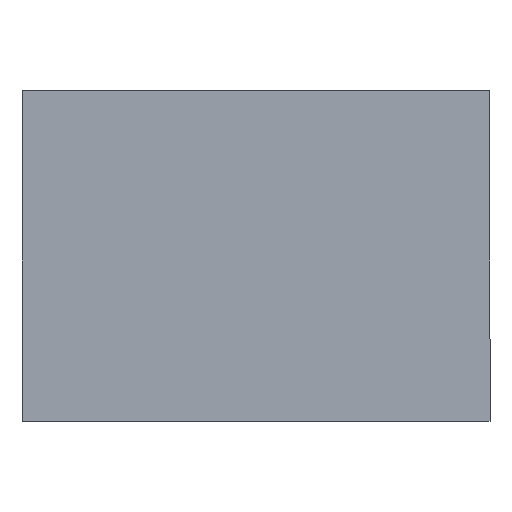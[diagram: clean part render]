
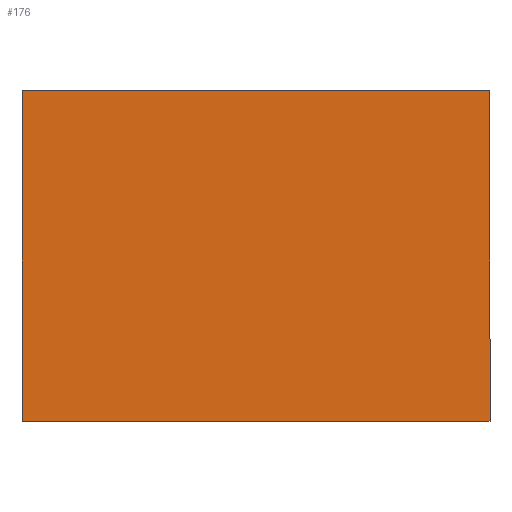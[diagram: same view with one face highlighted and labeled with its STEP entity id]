
A CAD part, top view. The second image highlights one B-rep face of the part: STEP entity #176.
In plain terms, the highlighted planar face has unit normal (0, 0, 1).
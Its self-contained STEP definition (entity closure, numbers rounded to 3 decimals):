
#6 = VECTOR ( 'NONE', #106, 1000. ) ;
#9 = CARTESIAN_POINT ( 'NONE',  ( 15., 110.707, 3. ) ) ;
#27 = ORIENTED_EDGE ( 'NONE', *, *, #61, .T. ) ;
#30 = PLANE ( 'NONE',  #64 ) ;
#31 = CARTESIAN_POINT ( 'NONE',  ( 115., 110.707, 3. ) ) ;
#37 = LINE ( 'NONE', #9, #6 ) ;
#42 = CARTESIAN_POINT ( 'NONE',  ( 15., 110.707, 3. ) ) ;
#50 = CARTESIAN_POINT ( 'NONE',  ( 15., 40., 3. ) ) ;
#53 = FACE_OUTER_BOUND ( 'NONE', #180, .T. ) ;
#59 = CARTESIAN_POINT ( 'NONE',  ( 115., 110.707, 3. ) ) ;
#61 = EDGE_CURVE ( 'NONE', #112, #125, #89, .T. ) ;
#64 = AXIS2_PLACEMENT_3D ( 'NONE', #175, #136, #171 ) ;
#76 = EDGE_CURVE ( 'NONE', #125, #126, #37, .T. ) ;
#86 = VERTEX_POINT ( 'NONE', #139 ) ;
#87 = ORIENTED_EDGE ( 'NONE', *, *, #76, .T. ) ;
#89 = LINE ( 'NONE', #31, #174 ) ;
#94 = EDGE_CURVE ( 'NONE', #126, #86, #161, .T. ) ;
#95 = VECTOR ( 'NONE', #166, 1000. ) ;
#97 = VECTOR ( 'NONE', #183, 1000. ) ;
#101 = ORIENTED_EDGE ( 'NONE', *, *, #94, .T. ) ;
#106 = DIRECTION ( 'NONE',  ( -1., 0., 0. ) ) ;
#112 = VERTEX_POINT ( 'NONE', #165 ) ;
#117 = CARTESIAN_POINT ( 'NONE',  ( 15., 110.707, 3. ) ) ;
#125 = VERTEX_POINT ( 'NONE', #59 ) ;
#126 = VERTEX_POINT ( 'NONE', #117 ) ;
#136 = DIRECTION ( 'NONE',  ( 0., 0., 1. ) ) ;
#139 = CARTESIAN_POINT ( 'NONE',  ( 15., 40., 3. ) ) ;
#161 = LINE ( 'NONE', #42, #95 ) ;
#162 = LINE ( 'NONE', #50, #97 ) ;
#165 = CARTESIAN_POINT ( 'NONE',  ( 115., 40., 3. ) ) ;
#166 = DIRECTION ( 'NONE',  ( 0., -1., 0. ) ) ;
#167 = EDGE_CURVE ( 'NONE', #86, #112, #162, .T. ) ;
#169 = ORIENTED_EDGE ( 'NONE', *, *, #167, .T. ) ;
#171 = DIRECTION ( 'NONE',  ( 1., 0., 0. ) ) ;
#174 = VECTOR ( 'NONE', #182, 1000. ) ;
#175 = CARTESIAN_POINT ( 'NONE',  ( 0., 0., 3. ) ) ;
#176 = ADVANCED_FACE ( 'NONE', ( #53 ), #30, .T. ) ;
#180 = EDGE_LOOP ( 'NONE', ( #101, #169, #27, #87 ) ) ;
#182 = DIRECTION ( 'NONE',  ( 0., 1., 0. ) ) ;
#183 = DIRECTION ( 'NONE',  ( 1., 0., 0. ) ) ;
